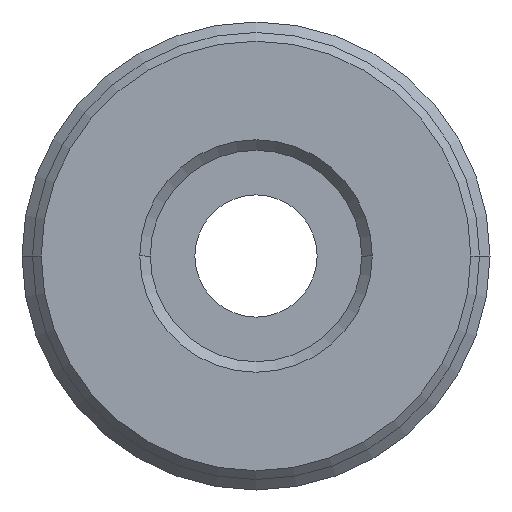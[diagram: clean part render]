
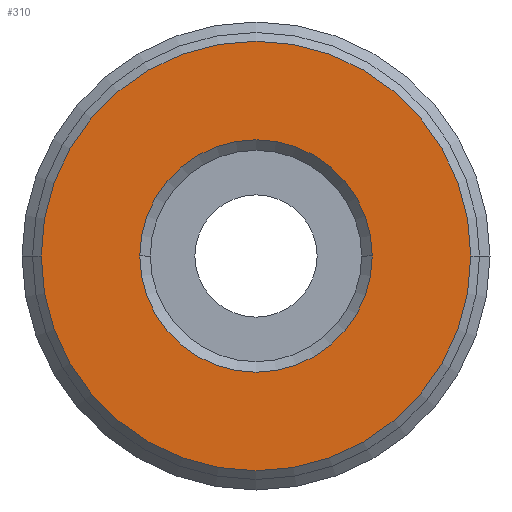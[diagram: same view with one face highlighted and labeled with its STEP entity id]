
A CAD part, front view. The second image highlights one B-rep face of the part: STEP entity #310.
In plain terms, the highlighted planar face has unit normal (0, -1, 0).
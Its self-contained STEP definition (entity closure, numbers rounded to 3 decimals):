
#310=ADVANCED_FACE('',(#621,#622),#623,.T.);
#621=FACE_BOUND('',#924,.T.);
#622=FACE_OUTER_BOUND('',#925,.T.);
#623=PLANE('',#926);
#924=EDGE_LOOP('',(#1717,#1718));
#925=EDGE_LOOP('',(#1719,#1720));
#926=AXIS2_PLACEMENT_3D('',#1721,#1722,#1723);
#1717=ORIENTED_EDGE('',*,*,#1851,.T.);
#1718=ORIENTED_EDGE('',*,*,#1849,.T.);
#1719=ORIENTED_EDGE('',*,*,#1783,.F.);
#1720=ORIENTED_EDGE('',*,*,#1995,.F.);
#1721=CARTESIAN_POINT('',(6.15,0.0,0.0));
#1722=DIRECTION('',(-0.0,-1.0,-0.0));
#1723=DIRECTION('',(-1.0,0.0,0.0));
#1783=EDGE_CURVE('',#2114,#2116,#2117,.T.);
#1849=EDGE_CURVE('',#2227,#2229,#2231,.T.);
#1851=EDGE_CURVE('',#2229,#2227,#2233,.T.);
#1995=EDGE_CURVE('',#2116,#2114,#2415,.T.);
#2114=VERTEX_POINT('',#2562);
#2116=VERTEX_POINT('',#2565);
#2117=CIRCLE('',#2566,12.3);
#2227=VERTEX_POINT('',#2785);
#2229=VERTEX_POINT('',#2788);
#2231=CIRCLE('',#2791,6.655);
#2233=CIRCLE('',#2793,6.655);
#2415=CIRCLE('',#3433,12.3);
#2562=CARTESIAN_POINT('',(12.3,0.0,0.0));
#2565=CARTESIAN_POINT('',(-12.3,0.0,0.));
#2566=AXIS2_PLACEMENT_3D('',#3538,#3539,#3540);
#2785=CARTESIAN_POINT('',(6.655,0.0,0.));
#2788=CARTESIAN_POINT('',(-6.655,0.0,0.));
#2791=AXIS2_PLACEMENT_3D('',#3621,#3622,#3623);
#2793=AXIS2_PLACEMENT_3D('',#3624,#3625,#3626);
#3433=AXIS2_PLACEMENT_3D('',#3753,#3754,#3755);
#3538=CARTESIAN_POINT('',(0.0,0.0,0.0));
#3539=DIRECTION('',(-0.0,1.0,0.0));
#3540=DIRECTION('',(1.0,0.0,0.0));
#3621=CARTESIAN_POINT('',(0.0,0.0,0.0));
#3622=DIRECTION('',(-0.0,1.0,0.0));
#3623=DIRECTION('',(1.0,0.0,0.0));
#3624=CARTESIAN_POINT('',(0.0,0.0,0.0));
#3625=DIRECTION('',(-0.0,1.0,0.0));
#3626=DIRECTION('',(1.0,0.0,0.0));
#3753=CARTESIAN_POINT('',(0.0,0.0,0.0));
#3754=DIRECTION('',(-0.0,1.0,0.0));
#3755=DIRECTION('',(1.0,0.0,0.0));
